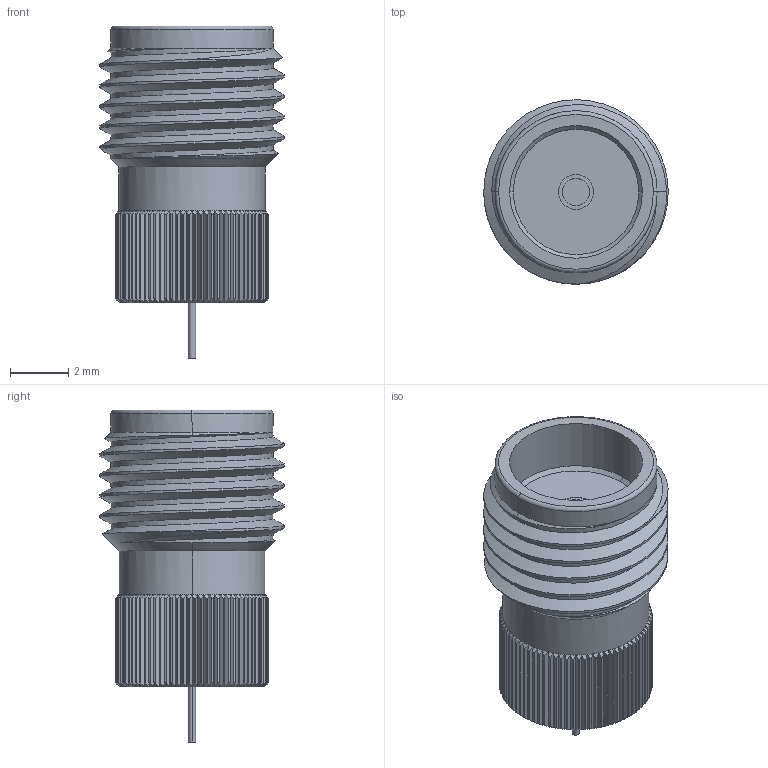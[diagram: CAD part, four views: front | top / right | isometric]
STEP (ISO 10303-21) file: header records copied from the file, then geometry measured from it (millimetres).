
FILE_DESCRIPTION (( 'STEP AP203' ), '1' );
FILE_NAME ('PE44240.step', '2018-07-20T16:14:09', ( '' ), ( '' ), 'SwSTEP 2.0', 'SolidWorks 2017', '' );
FILE_SCHEMA (( 'CONFIG_CONTROL_DESIGN' ));
Length unit declared in the file: inch
Products named in the file (1): PE44240
Bounding box: 6.35 x 6.35 x 11.43 mm (x, y, z)
Volume: 190.6 mm3; surface area: 328.4 mm2
Topology: 1 solids, 1 shells, 529 faces, 1390 edges, 869 vertices
Faces by surface type: plane 248, cone 170, cylinder 106, bspline 3, torus 2
Entity records: 17623 total; most frequent: CARTESIAN_POINT 4923, ORIENTED_EDGE 2780, DIRECTION 2525, EDGE_CURVE 1390, AXIS2_PLACEMENT_3D 966, VERTEX_POINT 869, VECTOR 593, LINE 593
